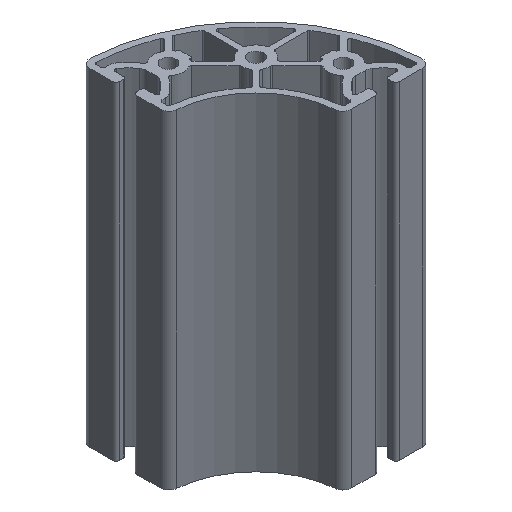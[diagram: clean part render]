
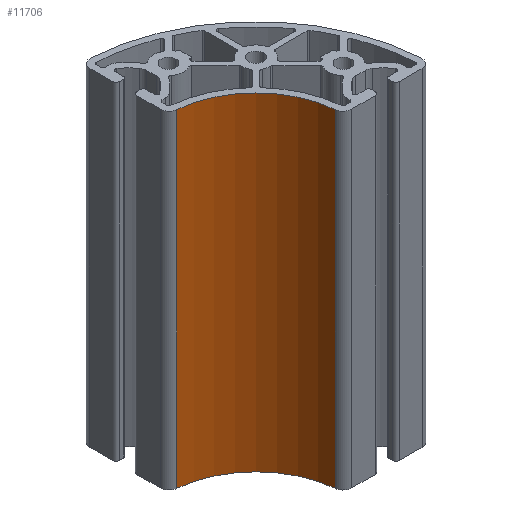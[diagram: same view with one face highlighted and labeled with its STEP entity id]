
A CAD part, isometric view. The second image highlights one B-rep face of the part: STEP entity #11706.
In plain terms, the highlighted cylindrical face has radius 40 mm (diameter 80 mm), a partial arc.
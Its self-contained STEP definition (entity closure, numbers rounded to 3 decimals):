
#45 = PLANE('',#46);
#46 = AXIS2_PLACEMENT_3D('',#47,#48,#49);
#47 = CARTESIAN_POINT('',(-1.573,38.427,0.));
#48 = DIRECTION('',(0.,0.,1.));
#49 = DIRECTION('',(1.,0.,-0.));
#102 = PLANE('',#103);
#103 = AXIS2_PLACEMENT_3D('',#104,#105,#106);
#104 = CARTESIAN_POINT('',(-1.573,38.427,150.));
#105 = DIRECTION('',(0.,0.,1.));
#106 = DIRECTION('',(1.,0.,-0.));
#9729 = CYLINDRICAL_SURFACE('',#9730,4.);
#9730 = AXIS2_PLACEMENT_3D('',#9731,#9732,#9733);
#9731 = CARTESIAN_POINT('',(-36.,43.818,0.));
#9732 = DIRECTION('',(0.,0.,-1.));
#9733 = DIRECTION('',(-1.,0.,0.));
#10490 = VERTEX_POINT('',#10491);
#10491 = CARTESIAN_POINT('',(-0.166,3.636,0.));
#10506 = CYLINDRICAL_SURFACE('',#10507,4.);
#10507 = AXIS2_PLACEMENT_3D('',#10508,#10509,#10510);
#10508 = CARTESIAN_POINT('',(3.818,4.,0.));
#10509 = DIRECTION('',(0.,0.,-1.));
#10510 = DIRECTION('',(-0.996,-0.091,-0.));
#10518 = EDGE_CURVE('',#10490,#10519,#10521,.T.);
#10519 = VERTEX_POINT('',#10520);
#10520 = CARTESIAN_POINT('',(-36.364,39.834,0.));
#10521 = SURFACE_CURVE('',#10522,(#10527,#10534),.PCURVE_S1.);
#10522 = CIRCLE('',#10523,40.);
#10523 = AXIS2_PLACEMENT_3D('',#10524,#10525,#10526);
#10524 = CARTESIAN_POINT('',(-40.,0.,0.));
#10525 = DIRECTION('',(0.,0.,1.));
#10526 = DIRECTION('',(0.996,0.091,-0.));
#10527 = PCURVE('',#45,#10528);
#10528 = DEFINITIONAL_REPRESENTATION('',(#10529),#10533);
#10529 = CIRCLE('',#10530,40.);
#10530 = AXIS2_PLACEMENT_2D('',#10531,#10532);
#10531 = CARTESIAN_POINT('',(-38.427,-38.427));
#10532 = DIRECTION('',(0.996,0.091));
#10533 = ( GEOMETRIC_REPRESENTATION_CONTEXT(2) 
PARAMETRIC_REPRESENTATION_CONTEXT() REPRESENTATION_CONTEXT('2D SPACE',''
  ) );
#10534 = PCURVE('',#10535,#10540);
#10535 = CYLINDRICAL_SURFACE('',#10536,40.);
#10536 = AXIS2_PLACEMENT_3D('',#10537,#10538,#10539);
#10537 = CARTESIAN_POINT('',(-40.,0.,0.));
#10538 = DIRECTION('',(0.,0.,-1.));
#10539 = DIRECTION('',(0.996,0.091,0.));
#10540 = DEFINITIONAL_REPRESENTATION('',(#10541),#10545);
#10541 = LINE('',#10542,#10543);
#10542 = CARTESIAN_POINT('',(6.283,0.));
#10543 = VECTOR('',#10544,1.);
#10544 = DIRECTION('',(-1.,0.));
#10545 = ( GEOMETRIC_REPRESENTATION_CONTEXT(2) 
PARAMETRIC_REPRESENTATION_CONTEXT() REPRESENTATION_CONTEXT('2D SPACE',''
  ) );
#11414 = VERTEX_POINT('',#11415);
#11415 = CARTESIAN_POINT('',(-36.364,39.834,150.));
#11443 = EDGE_CURVE('',#10519,#11414,#11444,.T.);
#11444 = SURFACE_CURVE('',#11445,(#11449,#11456),.PCURVE_S1.);
#11445 = LINE('',#11446,#11447);
#11446 = CARTESIAN_POINT('',(-36.364,39.834,0.));
#11447 = VECTOR('',#11448,1.);
#11448 = DIRECTION('',(0.,0.,1.));
#11449 = PCURVE('',#9729,#11450);
#11450 = DEFINITIONAL_REPRESENTATION('',(#11451),#11455);
#11451 = LINE('',#11452,#11453);
#11452 = CARTESIAN_POINT('',(4.803,0.));
#11453 = VECTOR('',#11454,1.);
#11454 = DIRECTION('',(0.,-1.));
#11455 = ( GEOMETRIC_REPRESENTATION_CONTEXT(2) 
PARAMETRIC_REPRESENTATION_CONTEXT() REPRESENTATION_CONTEXT('2D SPACE',''
  ) );
#11456 = PCURVE('',#10535,#11457);
#11457 = DEFINITIONAL_REPRESENTATION('',(#11458),#11462);
#11458 = LINE('',#11459,#11460);
#11459 = CARTESIAN_POINT('',(4.894,0.));
#11460 = VECTOR('',#11461,1.);
#11461 = DIRECTION('',(0.,-1.));
#11462 = ( GEOMETRIC_REPRESENTATION_CONTEXT(2) 
PARAMETRIC_REPRESENTATION_CONTEXT() REPRESENTATION_CONTEXT('2D SPACE',''
  ) );
#11657 = VERTEX_POINT('',#11658);
#11658 = CARTESIAN_POINT('',(-0.166,3.636,150.));
#11684 = EDGE_CURVE('',#10490,#11657,#11685,.T.);
#11685 = SURFACE_CURVE('',#11686,(#11690,#11697),.PCURVE_S1.);
#11686 = LINE('',#11687,#11688);
#11687 = CARTESIAN_POINT('',(-0.166,3.636,0.));
#11688 = VECTOR('',#11689,1.);
#11689 = DIRECTION('',(0.,0.,1.));
#11690 = PCURVE('',#10506,#11691);
#11691 = DEFINITIONAL_REPRESENTATION('',(#11692),#11696);
#11692 = LINE('',#11693,#11694);
#11693 = CARTESIAN_POINT('',(6.283,0.));
#11694 = VECTOR('',#11695,1.);
#11695 = DIRECTION('',(0.,-1.));
#11696 = ( GEOMETRIC_REPRESENTATION_CONTEXT(2) 
PARAMETRIC_REPRESENTATION_CONTEXT() REPRESENTATION_CONTEXT('2D SPACE',''
  ) );
#11697 = PCURVE('',#10535,#11698);
#11698 = DEFINITIONAL_REPRESENTATION('',(#11699),#11703);
#11699 = LINE('',#11700,#11701);
#11700 = CARTESIAN_POINT('',(6.283,0.));
#11701 = VECTOR('',#11702,1.);
#11702 = DIRECTION('',(0.,-1.));
#11703 = ( GEOMETRIC_REPRESENTATION_CONTEXT(2) 
PARAMETRIC_REPRESENTATION_CONTEXT() REPRESENTATION_CONTEXT('2D SPACE',''
  ) );
#11706 = ADVANCED_FACE('',(#11707),#10535,.F.);
#11707 = FACE_BOUND('',#11708,.F.);
#11708 = EDGE_LOOP('',(#11709,#11710,#11711,#11712));
#11709 = ORIENTED_EDGE('',*,*,#11684,.F.);
#11710 = ORIENTED_EDGE('',*,*,#10518,.T.);
#11711 = ORIENTED_EDGE('',*,*,#11443,.T.);
#11712 = ORIENTED_EDGE('',*,*,#11713,.F.);
#11713 = EDGE_CURVE('',#11657,#11414,#11714,.T.);
#11714 = SURFACE_CURVE('',#11715,(#11720,#11727),.PCURVE_S1.);
#11715 = CIRCLE('',#11716,40.);
#11716 = AXIS2_PLACEMENT_3D('',#11717,#11718,#11719);
#11717 = CARTESIAN_POINT('',(-40.,0.,150.));
#11718 = DIRECTION('',(0.,0.,1.));
#11719 = DIRECTION('',(0.996,0.091,-0.));
#11720 = PCURVE('',#10535,#11721);
#11721 = DEFINITIONAL_REPRESENTATION('',(#11722),#11726);
#11722 = LINE('',#11723,#11724);
#11723 = CARTESIAN_POINT('',(6.283,-150.));
#11724 = VECTOR('',#11725,1.);
#11725 = DIRECTION('',(-1.,0.));
#11726 = ( GEOMETRIC_REPRESENTATION_CONTEXT(2) 
PARAMETRIC_REPRESENTATION_CONTEXT() REPRESENTATION_CONTEXT('2D SPACE',''
  ) );
#11727 = PCURVE('',#102,#11728);
#11728 = DEFINITIONAL_REPRESENTATION('',(#11729),#11733);
#11729 = CIRCLE('',#11730,40.);
#11730 = AXIS2_PLACEMENT_2D('',#11731,#11732);
#11731 = CARTESIAN_POINT('',(-38.427,-38.427));
#11732 = DIRECTION('',(0.996,0.091));
#11733 = ( GEOMETRIC_REPRESENTATION_CONTEXT(2) 
PARAMETRIC_REPRESENTATION_CONTEXT() REPRESENTATION_CONTEXT('2D SPACE',''
  ) );
